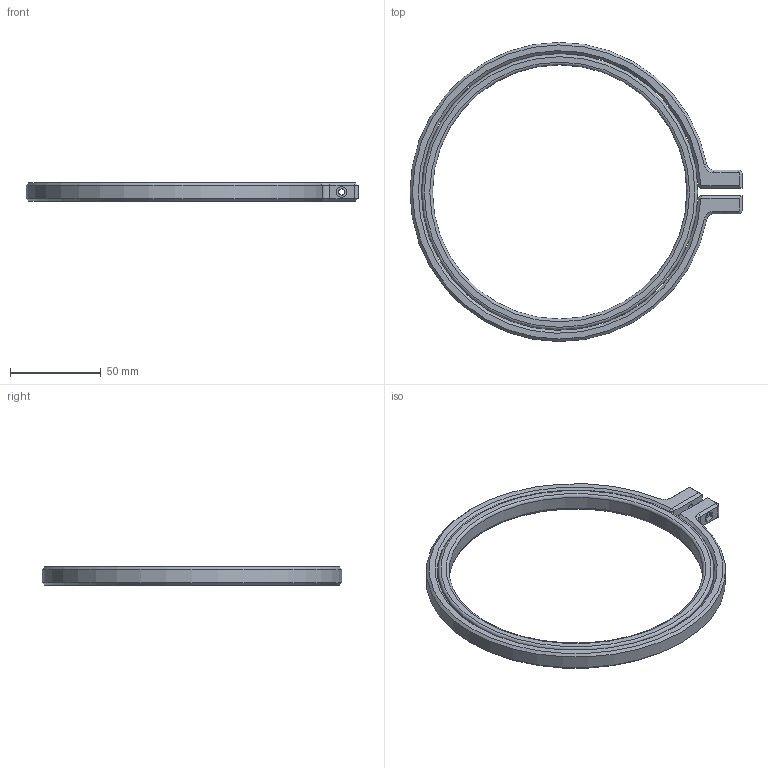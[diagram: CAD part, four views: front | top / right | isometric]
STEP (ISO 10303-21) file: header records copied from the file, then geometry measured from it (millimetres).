
FILE_DESCRIPTION(('FreeCAD Model'),'2;1');
FILE_NAME('Embroidery-Hoop_D140.step','2021-02-16T11:08:31',('Author'),(''), 'Open CASCADE STEP processor 7.3','FreeCAD','Unknown');
FILE_SCHEMA(('AUTOMOTIVE_DESIGN { 1 0 10303 214 1 1 1 1 }'));
Length unit declared in the file: millimetre
Products named in the file (2): EmbHoop140_InnerRing; EmbHoop140_ClampingRing
Bounding box: 182.8 x 164.8 x 10 mm (x, y, z)
Volume: 57690.2 mm3; surface area: 29309.8 mm2
Topology: 2 solids, 2 shells, 61 faces, 136 edges, 80 vertices
Faces by surface type: plane 29, cone 16, cylinder 12, torus 4
Full cylindrical faces by diameter (mm): 3.4 x2, 140 x1, 152 x1
Entity records: 3511 total; most frequent: CARTESIAN_POINT 610, DIRECTION 570, LINE 336, VECTOR 336, ORIENTED_EDGE 272, PCURVE 272, DEFINITIONAL_REPRESENTATION 272, EDGE_CURVE 136
